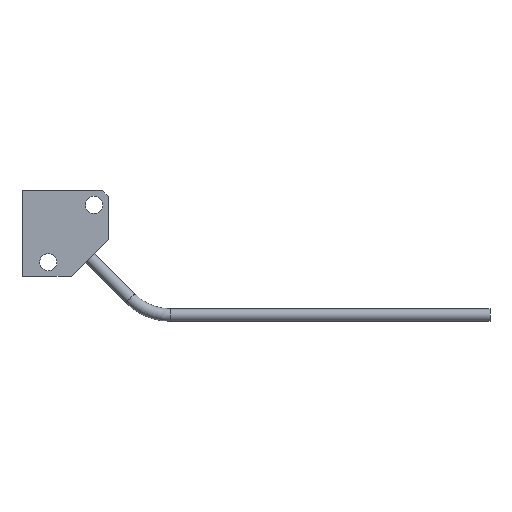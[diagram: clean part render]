
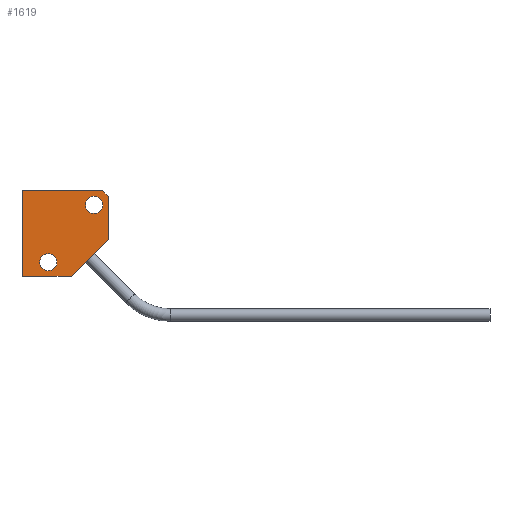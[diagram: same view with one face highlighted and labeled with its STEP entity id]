
A CAD part, top view. The second image highlights one B-rep face of the part: STEP entity #1619.
In plain terms, the highlighted planar face has unit normal (0, 0, 1).
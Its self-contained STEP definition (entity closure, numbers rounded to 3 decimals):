
#1 = DIRECTION ( 'NONE',  ( 0., 0., -1. ) ) ;
#3 = ORIENTED_EDGE ( 'NONE', *, *, #220, .T. ) ;
#17 = CARTESIAN_POINT ( 'NONE',  ( 3.5, 5., 2. ) ) ;
#23 = VERTEX_POINT ( 'NONE', #2227 ) ;
#28 = CARTESIAN_POINT ( 'NONE',  ( -3., -5., 2. ) ) ;
#35 = VERTEX_POINT ( 'NONE', #17 ) ;
#53 = CARTESIAN_POINT ( 'NONE',  ( 5., 5., 2. ) ) ;
#59 = AXIS2_PLACEMENT_3D ( 'NONE', #53, #232, #793 ) ;
#64 = DIRECTION ( 'NONE',  ( 0., 0., 1. ) ) ;
#87 = ORIENTED_EDGE ( 'NONE', *, *, #2296, .T. ) ;
#114 = CARTESIAN_POINT ( 'NONE',  ( 7.5, 6.5, 2. ) ) ;
#160 = LINE ( 'NONE', #802, #2251 ) ;
#177 = DIRECTION ( 'NONE',  ( 0., 0., 1. ) ) ;
#181 = DIRECTION ( 'NONE',  ( 0., 0., 1. ) ) ;
#220 = EDGE_CURVE ( 'NONE', #1174, #2060, #2371, .T. ) ;
#225 = ORIENTED_EDGE ( 'NONE', *, *, #910, .F. ) ;
#230 = VERTEX_POINT ( 'NONE', #114 ) ;
#232 = DIRECTION ( 'NONE',  ( 0., 0., 1. ) ) ;
#319 = ORIENTED_EDGE ( 'NONE', *, *, #2303, .T. ) ;
#321 = DIRECTION ( 'NONE',  ( 1., 0., 0. ) ) ;
#332 = CARTESIAN_POINT ( 'NONE',  ( -4.5, -5., 2. ) ) ;
#334 = AXIS2_PLACEMENT_3D ( 'NONE', #735, #1, #931 ) ;
#336 = LINE ( 'NONE', #1348, #1464 ) ;
#380 = DIRECTION ( 'NONE',  ( 1., 0., 0. ) ) ;
#385 = AXIS2_PLACEMENT_3D ( 'NONE', #28, #181, #759 ) ;
#402 = DIRECTION ( 'NONE',  ( 0., 1., 0. ) ) ;
#420 = CARTESIAN_POINT ( 'NONE',  ( 5., 5., 2. ) ) ;
#451 = VERTEX_POINT ( 'NONE', #747 ) ;
#514 = LINE ( 'NONE', #1095, #548 ) ;
#548 = VECTOR ( 'NONE', #2041, 1000. ) ;
#561 = CARTESIAN_POINT ( 'NONE',  ( -7.5, -7.5, 2. ) ) ;
#564 = FACE_BOUND ( 'NONE', #1831, .T. ) ;
#585 = ORIENTED_EDGE ( 'NONE', *, *, #2368, .T. ) ;
#615 = DIRECTION ( 'NONE',  ( -0.707, 0.707, 0. ) ) ;
#623 = DIRECTION ( 'NONE',  ( 1., 0., 0. ) ) ;
#625 = AXIS2_PLACEMENT_3D ( 'NONE', #1835, #177, #380 ) ;
#726 = ORIENTED_EDGE ( 'NONE', *, *, #1190, .F. ) ;
#735 = CARTESIAN_POINT ( 'NONE',  ( 0., 0., 2. ) ) ;
#747 = CARTESIAN_POINT ( 'NONE',  ( -7.5, 7.5, 2. ) ) ;
#759 = DIRECTION ( 'NONE',  ( 1., 0., 0. ) ) ;
#773 = LINE ( 'NONE', #1230, #1852 ) ;
#793 = DIRECTION ( 'NONE',  ( 1., 0., 0. ) ) ;
#802 = CARTESIAN_POINT ( 'NONE',  ( -7.5, -7.5, 2. ) ) ;
#891 = EDGE_CURVE ( 'NONE', #23, #451, #514, .T. ) ;
#910 = EDGE_CURVE ( 'NONE', #1586, #1533, #1747, .T. ) ;
#931 = DIRECTION ( 'NONE',  ( -1., 0., 0. ) ) ;
#989 = CARTESIAN_POINT ( 'NONE',  ( 1., -7.5, 2. ) ) ;
#1002 = FACE_BOUND ( 'NONE', #1925, .T. ) ;
#1012 = ORIENTED_EDGE ( 'NONE', *, *, #1828, .F. ) ;
#1013 = ORIENTED_EDGE ( 'NONE', *, *, #2215, .T. ) ;
#1061 = CARTESIAN_POINT ( 'NONE',  ( 7.5, -1., 2. ) ) ;
#1077 = CARTESIAN_POINT ( 'NONE',  ( -1.5, -5., 2. ) ) ;
#1095 = CARTESIAN_POINT ( 'NONE',  ( -7.5, 7.5, 2. ) ) ;
#1174 = VERTEX_POINT ( 'NONE', #989 ) ;
#1190 = EDGE_CURVE ( 'NONE', #35, #1778, #2163, .T. ) ;
#1219 = DIRECTION ( 'NONE',  ( 0.707, 0.707, 0. ) ) ;
#1230 = CARTESIAN_POINT ( 'NONE',  ( -7.5, -7.5, 2. ) ) ;
#1347 = LINE ( 'NONE', #1544, #2020 ) ;
#1348 = CARTESIAN_POINT ( 'NONE',  ( 7.5, -7.5, 2. ) ) ;
#1373 = VECTOR ( 'NONE', #1219, 1000. ) ;
#1415 = EDGE_LOOP ( 'NONE', ( #585, #3, #319, #87, #1442, #1013 ) ) ;
#1442 = ORIENTED_EDGE ( 'NONE', *, *, #891, .T. ) ;
#1457 = AXIS2_PLACEMENT_3D ( 'NONE', #420, #64, #623 ) ;
#1464 = VECTOR ( 'NONE', #402, 1000. ) ;
#1529 = CARTESIAN_POINT ( 'NONE',  ( 6.5, 5., 2. ) ) ;
#1533 = VERTEX_POINT ( 'NONE', #332 ) ;
#1544 = CARTESIAN_POINT ( 'NONE',  ( 6.5, 7.5, 2. ) ) ;
#1586 = VERTEX_POINT ( 'NONE', #1077 ) ;
#1602 = CIRCLE ( 'NONE', #385, 1.5 ) ;
#1619 = ADVANCED_FACE ( 'NONE', ( #1002, #564, #1779 ), #1876, .F. ) ;
#1697 = DIRECTION ( 'NONE',  ( 0., -1., 0. ) ) ;
#1698 = EDGE_CURVE ( 'NONE', #1533, #1586, #1602, .T. ) ;
#1704 = VERTEX_POINT ( 'NONE', #561 ) ;
#1732 = ORIENTED_EDGE ( 'NONE', *, *, #1698, .F. ) ;
#1747 = CIRCLE ( 'NONE', #625, 1.5 ) ;
#1778 = VERTEX_POINT ( 'NONE', #1529 ) ;
#1779 = FACE_OUTER_BOUND ( 'NONE', #1415, .T. ) ;
#1828 = EDGE_CURVE ( 'NONE', #1778, #35, #1897, .T. ) ;
#1831 = EDGE_LOOP ( 'NONE', ( #225, #1732 ) ) ;
#1835 = CARTESIAN_POINT ( 'NONE',  ( -3., -5., 2. ) ) ;
#1852 = VECTOR ( 'NONE', #321, 1000. ) ;
#1876 = PLANE ( 'NONE',  #334 ) ;
#1897 = CIRCLE ( 'NONE', #59, 1.5 ) ;
#1925 = EDGE_LOOP ( 'NONE', ( #1012, #726 ) ) ;
#1981 = CARTESIAN_POINT ( 'NONE',  ( 7.5, -1., 2. ) ) ;
#2020 = VECTOR ( 'NONE', #615, 1000. ) ;
#2041 = DIRECTION ( 'NONE',  ( -1., 0., 0. ) ) ;
#2060 = VERTEX_POINT ( 'NONE', #1061 ) ;
#2163 = CIRCLE ( 'NONE', #1457, 1.5 ) ;
#2215 = EDGE_CURVE ( 'NONE', #451, #1704, #160, .T. ) ;
#2227 = CARTESIAN_POINT ( 'NONE',  ( 6.5, 7.5, 2. ) ) ;
#2251 = VECTOR ( 'NONE', #1697, 1000. ) ;
#2296 = EDGE_CURVE ( 'NONE', #230, #23, #1347, .T. ) ;
#2303 = EDGE_CURVE ( 'NONE', #2060, #230, #336, .T. ) ;
#2368 = EDGE_CURVE ( 'NONE', #1704, #1174, #773, .T. ) ;
#2371 = LINE ( 'NONE', #1981, #1373 ) ;
